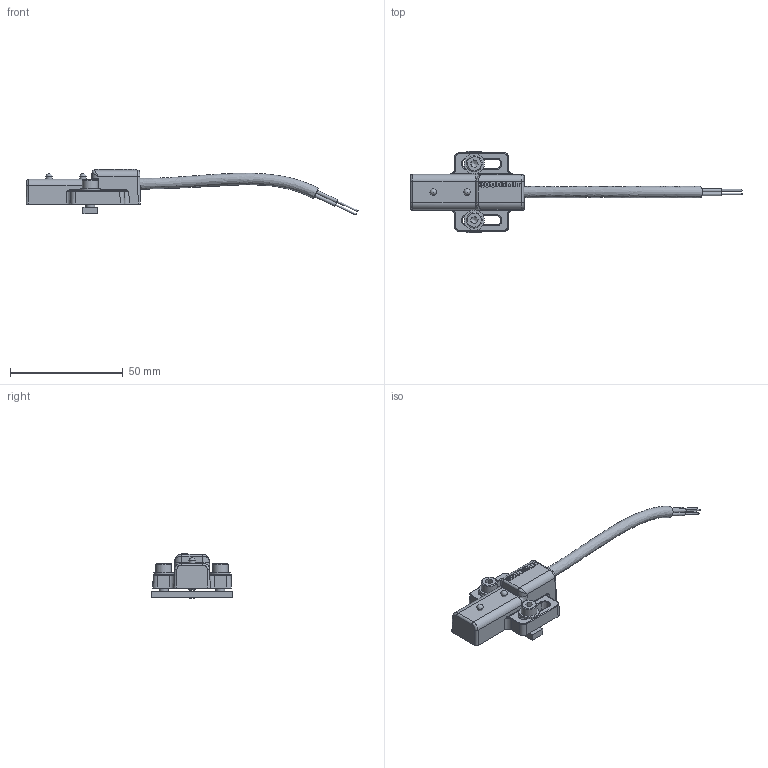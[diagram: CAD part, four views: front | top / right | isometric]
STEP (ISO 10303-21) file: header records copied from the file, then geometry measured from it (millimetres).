
FILE_DESCRIPTION(/* description */ (''),/* implementation_level */ '2;1');
FILE_NAME(/* name */ 'E0128627.stp',/* time_stamp */ '2020-10-21T14:18:12+02:00',/* author */ ('jve'),/* organization */ (''),/* preprocessor_version */ 'ST-DEVELOPER v17.2',/* originating_system */ 'Autodesk Inventor 2019',/* authorisation */ '');
FILE_SCHEMA (('AUTOMOTIVE_DESIGN { 1 0 10303 214 3 1 1 }'));
Length unit declared in the file: millimetre
Products named in the file (1): E0128627
Bounding box: 147.02 x 36 x 20.36 mm (x, y, z)
Volume: 15465.6 mm3; surface area: 8981.3 mm2
Topology: 7 solids, 7 shells, 266 faces, 663 edges, 429 vertices
Faces by surface type: plane 157, cylinder 63, bspline 28, torus 8, cone 8, sphere 2
Full cylindrical faces by diameter (mm): 0.75 x4, 1.5 x4, 2.8 x2, 3.2 x2, 3.3 x2, 4 x2, 4.3 x2, 7 x2, 9 x2
Entity records: 10107 total; most frequent: CARTESIAN_POINT 3579, ORIENTED_EDGE 1302, DIRECTION 1297, EDGE_CURVE 651, AXIS2_PLACEMENT_3D 443, VERTEX_POINT 429, LINE 411, VECTOR 411
